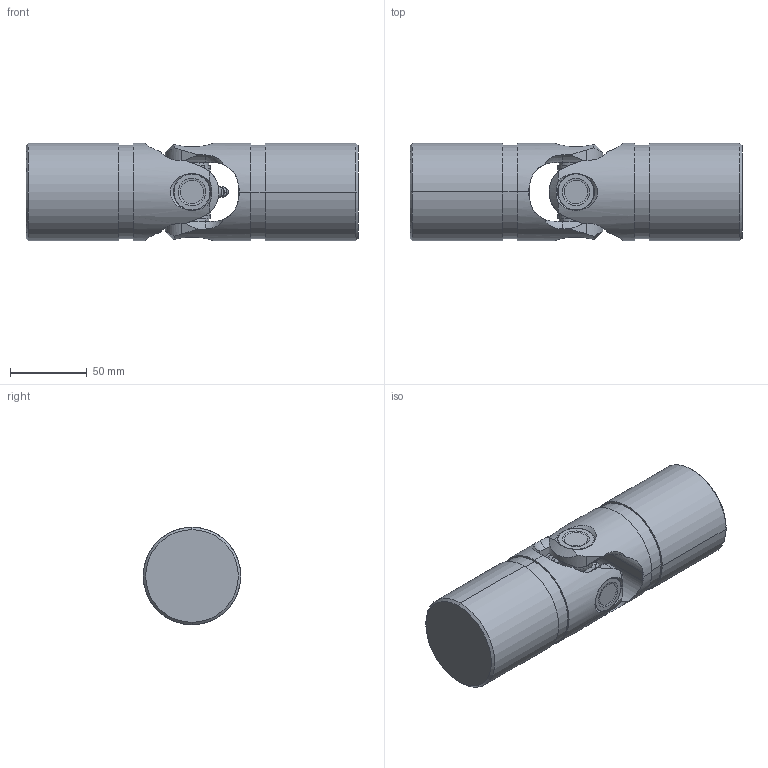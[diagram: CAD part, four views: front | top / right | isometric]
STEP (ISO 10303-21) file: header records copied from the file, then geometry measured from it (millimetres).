
FILE_DESCRIPTION (( 'STEP AP214' ), '1' );
FILE_NAME ('UJ-NB2500x00.STEP', '2018-06-08T21:05:32', ( 'rick' ), ( 'Hewlett-Packard Company' ), 'SwSTEP 2.0', 'SolidWorks 2017', '' );
FILE_SCHEMA (( 'AUTOMOTIVE_DESIGN' ));
Length unit declared in the file: inch
Products named in the file (8): 5-170X_5-170X INSTALLED; 5-170X-SRING_5-170X-SRING; 5-170X-ZERK_5-170X-ZERK; 5-170X-SEAL_5-170X-SEAL; 5-170X-CUP_5-170X-CUP; 5-170X-CROSS_5-170X-CROSS; NBY2500_YOKES_NBY2500; UJ-NB2500x00
Assembly tree (17 placements, depth 3):
  UJ-NB2500x00
    NBY2500_YOKES_NBY2500  x2
    5-170X_5-170X INSTALLED
      5-170X-CROSS_5-170X-CROSS
      5-170X-CUP_5-170X-CUP  x4
      5-170X-SEAL_5-170X-SEAL  x4
      5-170X-ZERK_5-170X-ZERK
      5-170X-SRING_5-170X-SRING  x4
Bounding box: 215.9 x 63.37 x 63.37 mm (x, y, z)
Volume: 581354.5 mm3; surface area: 83447 mm2
Topology: 16 solids, 16 shells, 515 faces, 1224 edges, 762 vertices
Faces by surface type: cylinder 180, torus 128, plane 125, cone 61, sphere 21
Entity records: 9892 total; most frequent: CARTESIAN_POINT 2700, DIRECTION 1512, ORIENTED_EDGE 1408, EDGE_CURVE 704, AXIS2_PLACEMENT_3D 652, VERTEX_POINT 442, CIRCLE 352, EDGE_LOOP 300
